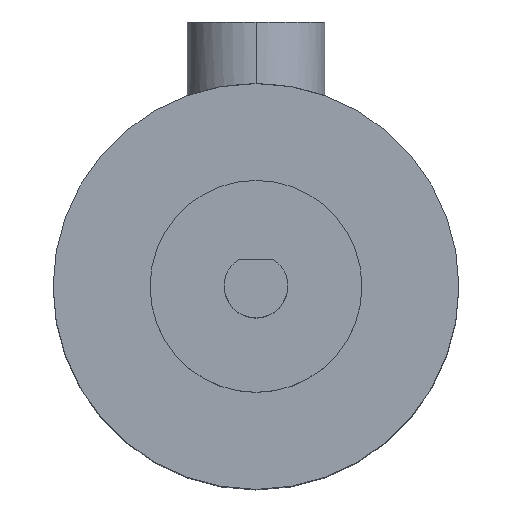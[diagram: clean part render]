
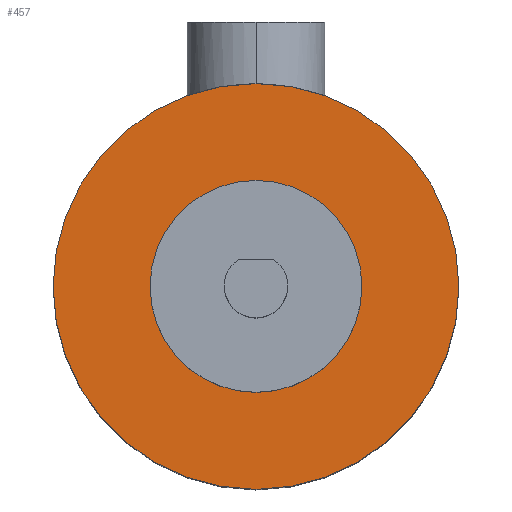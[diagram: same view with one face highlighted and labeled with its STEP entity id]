
A CAD part, top view. The second image highlights one B-rep face of the part: STEP entity #457.
In plain terms, the highlighted planar face has unit normal (0, 0, 1).
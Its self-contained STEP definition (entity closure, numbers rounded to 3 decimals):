
#8 = DIRECTION ( 'NONE',  ( 0., 0., 1. ) ) ;
#15 = CIRCLE ( 'NONE', #83, 10. ) ;
#37 = AXIS2_PLACEMENT_3D ( 'NONE', #369, #56, #334 ) ;
#49 = ORIENTED_EDGE ( 'NONE', *, *, #176, .F. ) ;
#55 = VERTEX_POINT ( 'NONE', #495 ) ;
#56 = DIRECTION ( 'NONE',  ( 0., 0., 1. ) ) ;
#61 = FACE_BOUND ( 'NONE', #349, .T. ) ;
#71 = EDGE_CURVE ( 'NONE', #312, #370, #15, .T. ) ;
#77 = DIRECTION ( 'NONE',  ( 1., 0., 0. ) ) ;
#82 = AXIS2_PLACEMENT_3D ( 'NONE', #389, #468, #219 ) ;
#83 = AXIS2_PLACEMENT_3D ( 'NONE', #209, #8, #415 ) ;
#97 = EDGE_LOOP ( 'NONE', ( #419, #513 ) ) ;
#136 = CIRCLE ( 'NONE', #408, 10. ) ;
#141 = VERTEX_POINT ( 'NONE', #310 ) ;
#176 = EDGE_CURVE ( 'NONE', #370, #312, #136, .T. ) ;
#189 = DIRECTION ( 'NONE',  ( 1., 0., 0. ) ) ;
#190 = PLANE ( 'NONE',  #82 ) ;
#209 = CARTESIAN_POINT ( 'NONE',  ( 0., 0., 34.75 ) ) ;
#219 = DIRECTION ( 'NONE',  ( 1., 0., 0. ) ) ;
#231 = ORIENTED_EDGE ( 'NONE', *, *, #71, .F. ) ;
#233 = AXIS2_PLACEMENT_3D ( 'NONE', #438, #281, #77 ) ;
#264 = EDGE_CURVE ( 'NONE', #141, #55, #518, .T. ) ;
#268 = CIRCLE ( 'NONE', #37, 19.15 ) ;
#281 = DIRECTION ( 'NONE',  ( 0., 0., 1. ) ) ;
#303 = FACE_OUTER_BOUND ( 'NONE', #97, .T. ) ;
#308 = CARTESIAN_POINT ( 'NONE',  ( 0., 0., 34.75 ) ) ;
#310 = CARTESIAN_POINT ( 'NONE',  ( -19.15, 0., 34.75 ) ) ;
#312 = VERTEX_POINT ( 'NONE', #403 ) ;
#334 = DIRECTION ( 'NONE',  ( 1., 0., 0. ) ) ;
#349 = EDGE_LOOP ( 'NONE', ( #49, #231 ) ) ;
#369 = CARTESIAN_POINT ( 'NONE',  ( 0., 0., 34.75 ) ) ;
#370 = VERTEX_POINT ( 'NONE', #453 ) ;
#389 = CARTESIAN_POINT ( 'NONE',  ( 0., 0., 34.75 ) ) ;
#403 = CARTESIAN_POINT ( 'NONE',  ( 10., 0., 34.75 ) ) ;
#407 = EDGE_CURVE ( 'NONE', #55, #141, #268, .T. ) ;
#408 = AXIS2_PLACEMENT_3D ( 'NONE', #308, #467, #189 ) ;
#415 = DIRECTION ( 'NONE',  ( 1., 0., 0. ) ) ;
#419 = ORIENTED_EDGE ( 'NONE', *, *, #264, .T. ) ;
#438 = CARTESIAN_POINT ( 'NONE',  ( 0., 0., 34.75 ) ) ;
#453 = CARTESIAN_POINT ( 'NONE',  ( -10., 0., 34.75 ) ) ;
#457 = ADVANCED_FACE ( 'NONE', ( #61, #303 ), #190, .T. ) ;
#467 = DIRECTION ( 'NONE',  ( 0., 0., 1. ) ) ;
#468 = DIRECTION ( 'NONE',  ( 0., 0., 1. ) ) ;
#495 = CARTESIAN_POINT ( 'NONE',  ( 19.15, 0., 34.75 ) ) ;
#513 = ORIENTED_EDGE ( 'NONE', *, *, #407, .T. ) ;
#518 = CIRCLE ( 'NONE', #233, 19.15 ) ;
